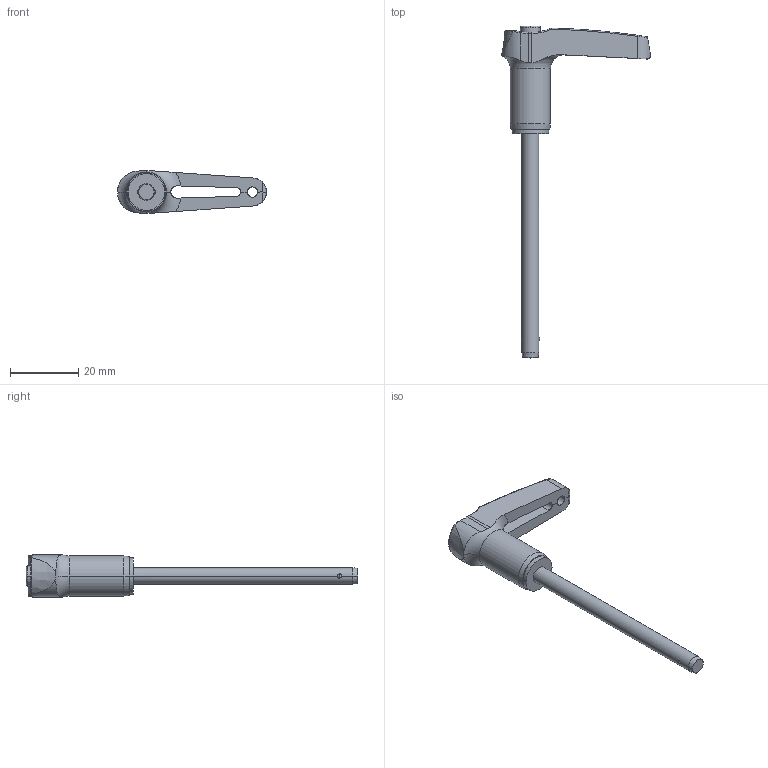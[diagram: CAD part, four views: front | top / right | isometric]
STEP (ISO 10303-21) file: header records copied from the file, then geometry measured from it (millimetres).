
FILE_DESCRIPTION(('STEP AP214'),'1');
FILE_NAME('HALDERN_EH_22350_0109.stp','2017-07-04T08:54:40',('TraceParts'),('TraceParts S.A.'),'Spatial InterOp 3D',' ',' ');
FILE_SCHEMA(('automotive_design'));
Length unit declared in the file: millimetre
Products named in the file (1): HALDERN_EH_22350_0109
Bounding box: 43.8 x 97.6 x 12.66 mm (x, y, z)
Volume: 6526.9 mm3; surface area: 3745.4 mm2
Topology: 1 solids, 1 shells, 74 faces, 194 edges, 120 vertices
Faces by surface type: torus 24, cylinder 19, plane 10, cone 9, sphere 8, bspline 4
Entity records: 3556 total; most frequent: CARTESIAN_POINT 1188, ORIENTED_EDGE 388, DIRECTION 360, EDGE_CURVE 194, AXIS2_PLACEMENT_3D 164, VERTEX_POINT 120, CIRCLE 93, EDGE_LOOP 76
